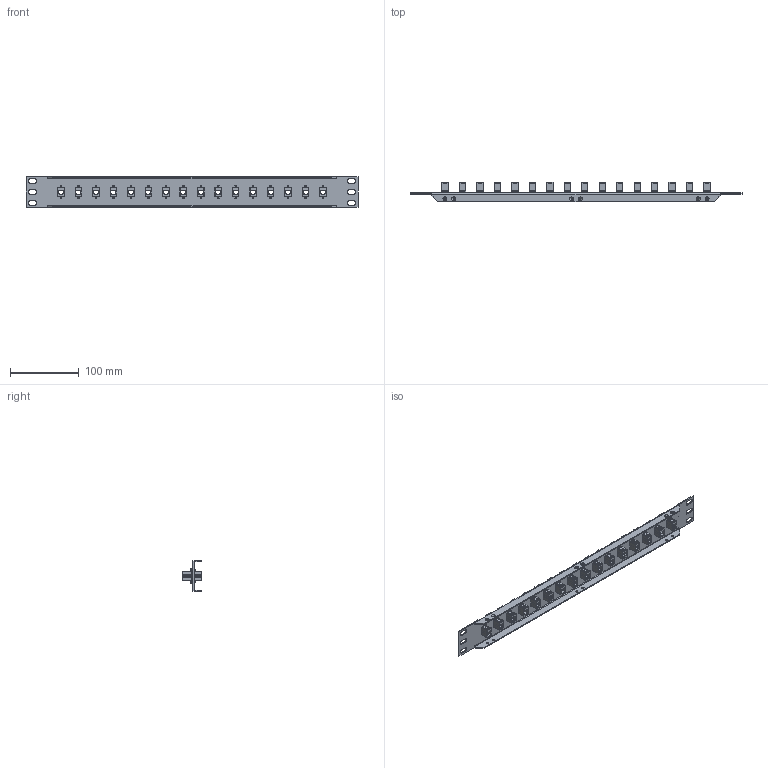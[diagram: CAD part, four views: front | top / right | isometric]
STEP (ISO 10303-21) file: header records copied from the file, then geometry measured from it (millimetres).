
FILE_DESCRIPTION (( 'STEP AP203' ), '1' );
FILE_NAME ('PR175MT16B.STEP', '2015-04-08T17:45:47', ( 'x' ), ( '' ), 'SwSTEP 2.0', 'SolidWorks 2014', '' );
FILE_SCHEMA (( 'CONFIG_CONTROL_DESIGN' ));
Length unit declared in the file: inch
Products named in the file (5): PR175MT16B-MA1; FOA-600; 3AA01-001_3AA01-001-250; PR175MT16B
Assembly tree (50 placements, depth 3):
  PR175MT16B
    PR175MT16B-MA1
    FOA-600  x16
      FOA-600
    3AA01-001_3AA01-001-250  x32
Bounding box: 482.6 x 28.24 x 43.94 mm (x, y, z)
Volume: 76342.3 mm3; surface area: 105773.2 mm2
Topology: 49 solids, 49 shells, 6933 faces, 19405 edges, 12846 vertices
Faces by surface type: plane 5477, bspline 824, cylinder 320, cone 248, torus 64
Entity records: 42503 total; most frequent: CARTESIAN_POINT 15310, ORIENTED_EDGE 5700, DIRECTION 4440, EDGE_CURVE 2850, LINE 2148, VECTOR 2148, VERTEX_POINT 1890, EDGE_LOOP 1182
